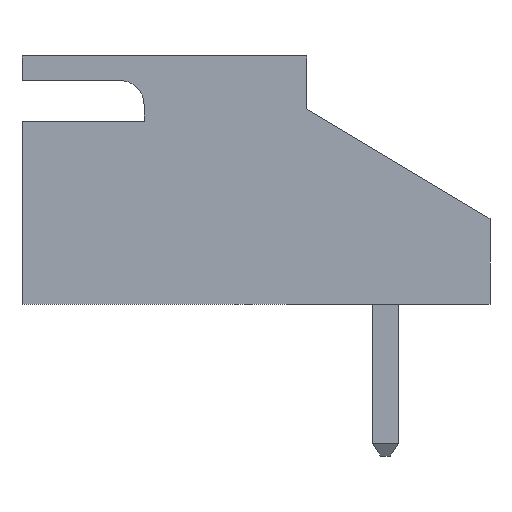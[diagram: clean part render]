
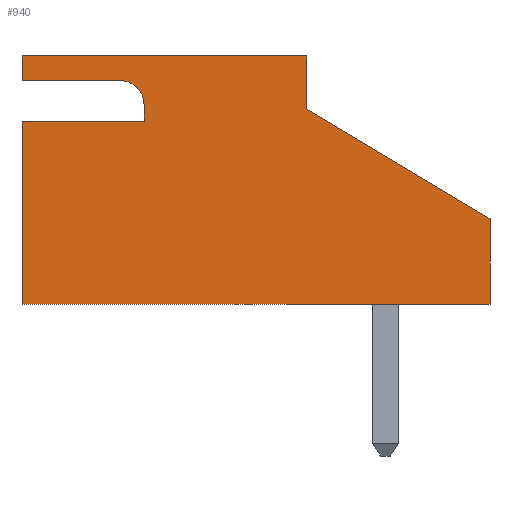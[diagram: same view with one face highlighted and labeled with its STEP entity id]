
A CAD part, left-side view. The second image highlights one B-rep face of the part: STEP entity #940.
In plain terms, the highlighted planar face has unit normal (-1, 0, 0).
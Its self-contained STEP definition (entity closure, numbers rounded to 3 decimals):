
#119 = VERTEX_POINT('',#120);
#120 = CARTESIAN_POINT('',(-3.7,3.35,5.5));
#126 = EDGE_CURVE('',#119,#127,#129,.T.);
#127 = VERTEX_POINT('',#128);
#128 = CARTESIAN_POINT('',(-3.7,5.75,5.5));
#129 = LINE('',#130,#131);
#130 = CARTESIAN_POINT('',(-3.7,0.,5.5));
#131 = VECTOR('',#132,1.);
#132 = DIRECTION('',(0.,1.,0.));
#897 = EDGE_CURVE('',#119,#898,#900,.T.);
#898 = VERTEX_POINT('',#899);
#899 = CARTESIAN_POINT('',(-3.7,2.75,4.9));
#900 = CIRCLE('',#901,0.6);
#901 = AXIS2_PLACEMENT_3D('',#902,#903,#904);
#902 = CARTESIAN_POINT('',(-3.7,3.35,4.9));
#903 = DIRECTION('',(1.,0.,0.));
#904 = DIRECTION('',(0.,1.,0.));
#940 = ADVANCED_FACE('',(#941),#1024,.T.);
#941 = FACE_BOUND('',#942,.T.);
#942 = EDGE_LOOP('',(#943,#953,#961,#969,#977,#985,#993,#999,#1000,#1001
    ,#1009,#1017));
#943 = ORIENTED_EDGE('',*,*,#944,.F.);
#944 = EDGE_CURVE('',#945,#947,#949,.T.);
#945 = VERTEX_POINT('',#946);
#946 = CARTESIAN_POINT('',(-3.7,5.75,0.));
#947 = VERTEX_POINT('',#948);
#948 = CARTESIAN_POINT('',(-3.7,5.75,4.45));
#949 = LINE('',#950,#951);
#950 = CARTESIAN_POINT('',(-3.7,5.75,0.));
#951 = VECTOR('',#952,1.);
#952 = DIRECTION('',(0.,0.,1.));
#953 = ORIENTED_EDGE('',*,*,#954,.F.);
#954 = EDGE_CURVE('',#955,#945,#957,.T.);
#955 = VERTEX_POINT('',#956);
#956 = CARTESIAN_POINT('',(-3.7,-5.75,0.));
#957 = LINE('',#958,#959);
#958 = CARTESIAN_POINT('',(-3.7,-5.75,0.));
#959 = VECTOR('',#960,1.);
#960 = DIRECTION('',(0.,1.,0.));
#961 = ORIENTED_EDGE('',*,*,#962,.T.);
#962 = EDGE_CURVE('',#955,#963,#965,.T.);
#963 = VERTEX_POINT('',#964);
#964 = CARTESIAN_POINT('',(-3.7,-5.75,2.1));
#965 = LINE('',#966,#967);
#966 = CARTESIAN_POINT('',(-3.7,-5.75,0.));
#967 = VECTOR('',#968,1.);
#968 = DIRECTION('',(0.,0.,1.));
#969 = ORIENTED_EDGE('',*,*,#970,.T.);
#970 = EDGE_CURVE('',#963,#971,#973,.T.);
#971 = VERTEX_POINT('',#972);
#972 = CARTESIAN_POINT('',(-3.7,-1.25,4.8));
#973 = LINE('',#974,#975);
#974 = CARTESIAN_POINT('',(-3.7,-3.963,3.172));
#975 = VECTOR('',#976,1.);
#976 = DIRECTION('',(0.,0.857,0.514));
#977 = ORIENTED_EDGE('',*,*,#978,.T.);
#978 = EDGE_CURVE('',#971,#979,#981,.T.);
#979 = VERTEX_POINT('',#980);
#980 = CARTESIAN_POINT('',(-3.7,-1.25,6.1));
#981 = LINE('',#982,#983);
#982 = CARTESIAN_POINT('',(-3.7,-1.25,3.05));
#983 = VECTOR('',#984,1.);
#984 = DIRECTION('',(0.,0.,1.));
#985 = ORIENTED_EDGE('',*,*,#986,.T.);
#986 = EDGE_CURVE('',#979,#987,#989,.T.);
#987 = VERTEX_POINT('',#988);
#988 = CARTESIAN_POINT('',(-3.7,5.75,6.1));
#989 = LINE('',#990,#991);
#990 = CARTESIAN_POINT('',(-3.7,-5.75,6.1));
#991 = VECTOR('',#992,1.);
#992 = DIRECTION('',(0.,1.,0.));
#993 = ORIENTED_EDGE('',*,*,#994,.F.);
#994 = EDGE_CURVE('',#127,#987,#995,.T.);
#995 = LINE('',#996,#997);
#996 = CARTESIAN_POINT('',(-3.7,5.75,0.));
#997 = VECTOR('',#998,1.);
#998 = DIRECTION('',(0.,0.,1.));
#999 = ORIENTED_EDGE('',*,*,#126,.F.);
#1000 = ORIENTED_EDGE('',*,*,#897,.T.);
#1001 = ORIENTED_EDGE('',*,*,#1002,.F.);
#1002 = EDGE_CURVE('',#1003,#898,#1005,.T.);
#1003 = VERTEX_POINT('',#1004);
#1004 = CARTESIAN_POINT('',(-3.7,2.75,4.5));
#1005 = LINE('',#1006,#1007);
#1006 = CARTESIAN_POINT('',(-3.7,2.75,2.45));
#1007 = VECTOR('',#1008,1.);
#1008 = DIRECTION('',(0.,0.,1.));
#1009 = ORIENTED_EDGE('',*,*,#1010,.F.);
#1010 = EDGE_CURVE('',#1011,#1003,#1013,.T.);
#1011 = VERTEX_POINT('',#1012);
#1012 = CARTESIAN_POINT('',(-3.7,5.7,4.5));
#1013 = LINE('',#1014,#1015);
#1014 = CARTESIAN_POINT('',(-3.7,-1.5,4.5));
#1015 = VECTOR('',#1016,1.);
#1016 = DIRECTION('',(-0.,-1.,-0.));
#1017 = ORIENTED_EDGE('',*,*,#1018,.F.);
#1018 = EDGE_CURVE('',#947,#1011,#1019,.T.);
#1019 = CIRCLE('',#1020,0.05);
#1020 = AXIS2_PLACEMENT_3D('',#1021,#1022,#1023);
#1021 = CARTESIAN_POINT('',(-3.7,5.7,4.45));
#1022 = DIRECTION('',(1.,-0.,0.));
#1023 = DIRECTION('',(0.,0.,-1.));
#1024 = PLANE('',#1025);
#1025 = AXIS2_PLACEMENT_3D('',#1026,#1027,#1028);
#1026 = CARTESIAN_POINT('',(-3.7,-5.75,0.));
#1027 = DIRECTION('',(-1.,0.,0.));
#1028 = DIRECTION('',(0.,1.,0.));
